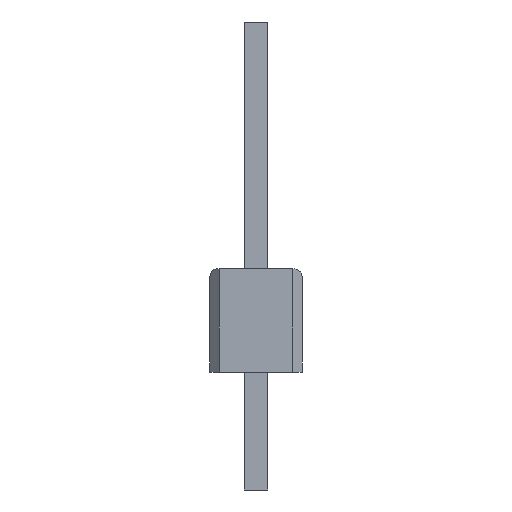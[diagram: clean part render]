
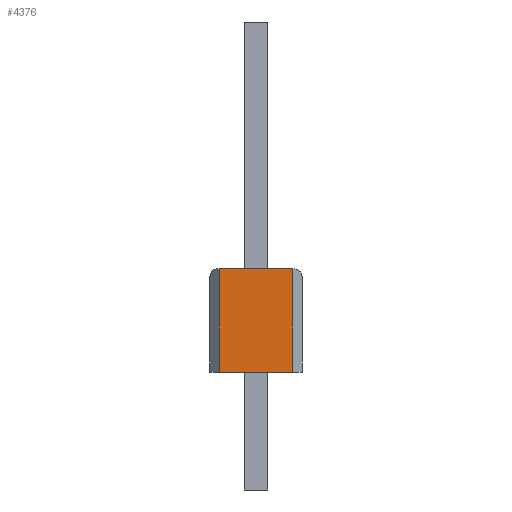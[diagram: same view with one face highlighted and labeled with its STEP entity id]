
A CAD part, left-side view. The second image highlights one B-rep face of the part: STEP entity #4376.
In plain terms, the highlighted planar face has unit normal (-1, 0, 0).
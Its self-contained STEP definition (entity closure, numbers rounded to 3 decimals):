
#134=DIRECTION('',(0.,0.,-1.));
#135=VECTOR('',#134,2.8);
#136=CARTESIAN_POINT('',(-20.32,1.,0.));
#137=LINE('',#136,#135);
#138=DIRECTION('',(0.,-1.,0.));
#139=VECTOR('',#138,2.);
#140=CARTESIAN_POINT('',(-20.32,1.,0.));
#141=LINE('',#140,#139);
#142=DIRECTION('',(0.,0.,-1.));
#143=VECTOR('',#142,2.8);
#144=CARTESIAN_POINT('',(-20.32,-1.,0.));
#145=LINE('',#144,#143);
#154=DIRECTION('',(0.,-1.,0.));
#155=VECTOR('',#154,2.);
#156=CARTESIAN_POINT('',(-20.32,1.,-2.8));
#157=LINE('',#156,#155);
#3550=CARTESIAN_POINT('',(-20.32,1.,0.));
#3551=CARTESIAN_POINT('',(-20.32,-1.,0.));
#3552=VERTEX_POINT('',#3550);
#3553=VERTEX_POINT('',#3551);
#3652=CARTESIAN_POINT('',(-20.32,1.,-2.8));
#3653=VERTEX_POINT('',#3652);
#3654=CARTESIAN_POINT('',(-20.32,-1.,-2.8));
#3655=VERTEX_POINT('',#3654);
#4361=CARTESIAN_POINT('',(-20.32,0.,0.));
#4362=DIRECTION('',(1.,0.,0.));
#4363=DIRECTION('',(0.,0.,-1.));
#4364=AXIS2_PLACEMENT_3D('',#4361,#4362,#4363);
#4365=PLANE('',#4364);
#4367=ORIENTED_EDGE('',*,*,#4366,.F.);
#4369=ORIENTED_EDGE('',*,*,#4368,.F.);
#4371=ORIENTED_EDGE('',*,*,#4370,.T.);
#4373=ORIENTED_EDGE('',*,*,#4372,.T.);
#4374=EDGE_LOOP('',(#4367,#4369,#4371,#4373));
#4375=FACE_OUTER_BOUND('',#4374,.F.);
#4366=EDGE_CURVE('',#3653,#3655,#157,.T.);
#4368=EDGE_CURVE('',#3552,#3653,#137,.T.);
#4370=EDGE_CURVE('',#3552,#3553,#141,.T.);
#4372=EDGE_CURVE('',#3553,#3655,#145,.T.);
#4376=ADVANCED_FACE('',(#4375),#4365,.F.);
